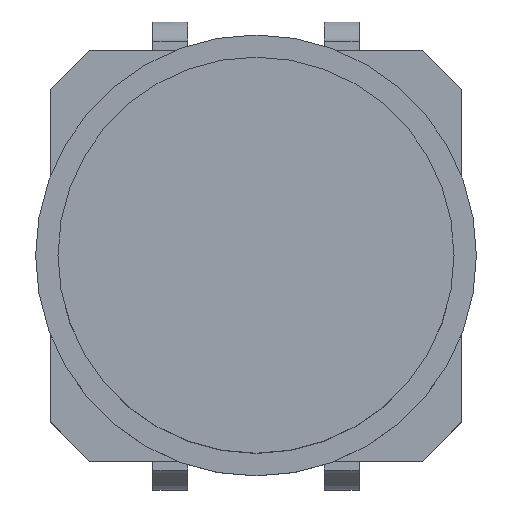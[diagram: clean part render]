
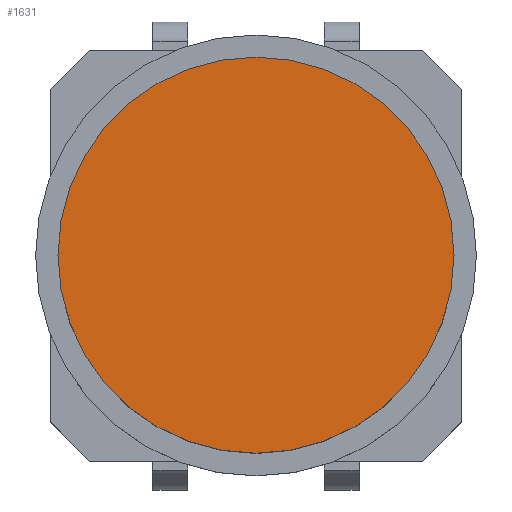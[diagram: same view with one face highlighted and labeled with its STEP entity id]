
A CAD part, top view. The second image highlights one B-rep face of the part: STEP entity #1631.
In plain terms, the highlighted planar face has unit normal (0, 0, 1).
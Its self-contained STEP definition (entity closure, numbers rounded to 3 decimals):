
#60=CIRCLE('',#1735,5.75);
#86=FACE_OUTER_BOUND('',#176,.T.);
#176=EDGE_LOOP('',(#1154));
#724=VERTEX_POINT('',#2345);
#891=EDGE_CURVE('',#724,#724,#60,.T.);
#1154=ORIENTED_EDGE('',*,*,#891,.T.);
#1557=PLANE('',#1736);
#1631=ADVANCED_FACE('',(#86),#1557,.F.);
#1735=AXIS2_PLACEMENT_3D('',#2346,#1913,#1914);
#1736=AXIS2_PLACEMENT_3D('',#2348,#1916,#1917);
#1913=DIRECTION('center_axis',(0.,0.,
1.));
#1914=DIRECTION('ref_axis',(0.,-1.,0.));
#1916=DIRECTION('center_axis',(0.,0.,
-1.));
#1917=DIRECTION('ref_axis',(-1.,0.,0.));
#2345=CARTESIAN_POINT('',(2.489,11.846,14.702));
#2346=CARTESIAN_POINT('Origin',(2.489,6.096,14.702));
#2348=CARTESIAN_POINT('Origin',(2.489,11.846,14.702));
